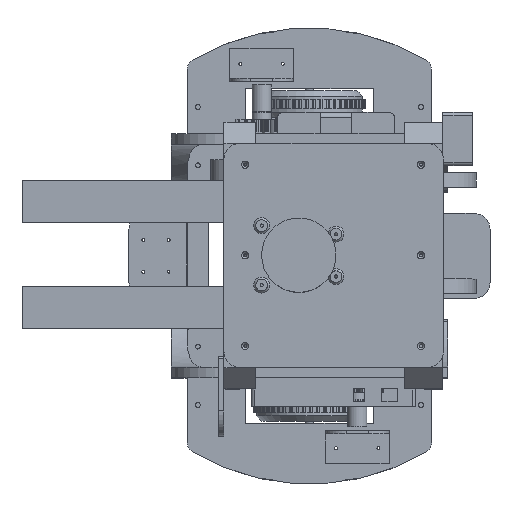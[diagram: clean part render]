
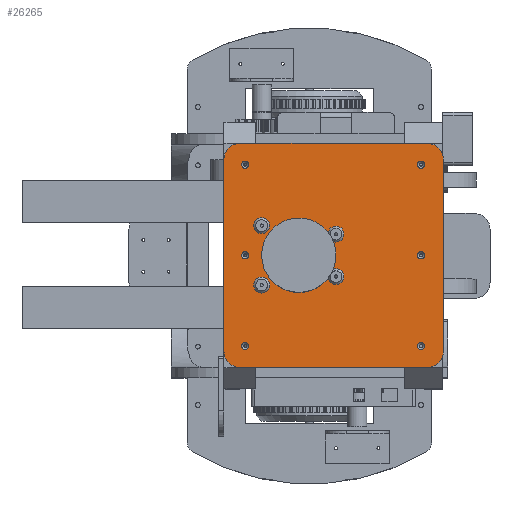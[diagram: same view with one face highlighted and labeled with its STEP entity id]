
A CAD part, top view. The second image highlights one B-rep face of the part: STEP entity #26265.
In plain terms, the highlighted planar face has unit normal (0, 0, 1).
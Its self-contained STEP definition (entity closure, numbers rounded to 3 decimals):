
#589=FACE_BOUND('',#4079,.T.);
#590=FACE_BOUND('',#4080,.T.);
#591=FACE_BOUND('',#4081,.T.);
#592=FACE_BOUND('',#4082,.T.);
#593=FACE_BOUND('',#4083,.T.);
#594=FACE_BOUND('',#4084,.T.);
#595=FACE_BOUND('',#4085,.T.);
#596=FACE_BOUND('',#4086,.T.);
#597=FACE_BOUND('',#4087,.T.);
#598=FACE_BOUND('',#4088,.T.);
#1244=PLANE('',#28719);
#2528=FACE_OUTER_BOUND('',#4078,.T.);
#4078=EDGE_LOOP('',(#23495,#23496,#23497,#23498,#23499,#23500,#23501,#23502));
#4079=EDGE_LOOP('',(#23503));
#4080=EDGE_LOOP('',(#23504));
#4081=EDGE_LOOP('',(#23505));
#4082=EDGE_LOOP('',(#23506));
#4083=EDGE_LOOP('',(#23507));
#4084=EDGE_LOOP('',(#23508));
#4085=EDGE_LOOP('',(#23509));
#4086=EDGE_LOOP('',(#23510));
#4087=EDGE_LOOP('',(#23511));
#4088=EDGE_LOOP('',(#23512));
#6411=LINE('',#49272,#8746);
#6414=LINE('',#49278,#8749);
#6415=LINE('',#49282,#8750);
#6416=LINE('',#49286,#8751);
#8746=VECTOR('',#35558,10.);
#8749=VECTOR('',#35563,10.);
#8750=VECTOR('',#35566,10.);
#8751=VECTOR('',#35569,10.);
#10125=CIRCLE('',#28683,7.5);
#10129=CIRCLE('',#28690,7.5);
#10133=CIRCLE('',#28697,7.5);
#10137=CIRCLE('',#28704,7.5);
#10143=CIRCLE('',#28716,15.);
#10145=CIRCLE('',#28720,15.);
#10146=CIRCLE('',#28721,15.);
#10147=CIRCLE('',#28722,15.);
#10148=CIRCLE('',#28723,3.4);
#10149=CIRCLE('',#28724,3.4);
#10150=CIRCLE('',#28725,3.4);
#10151=CIRCLE('',#28726,3.4);
#10152=CIRCLE('',#28727,3.4);
#10153=CIRCLE('',#28728,3.4);
#12556=VERTEX_POINT('',#49200);
#12560=VERTEX_POINT('',#49213);
#12564=VERTEX_POINT('',#49226);
#12568=VERTEX_POINT('',#49239);
#12574=VERTEX_POINT('',#49262);
#12575=VERTEX_POINT('',#49263);
#12578=VERTEX_POINT('',#49271);
#12580=VERTEX_POINT('',#49277);
#12581=VERTEX_POINT('',#49279);
#12582=VERTEX_POINT('',#49281);
#12583=VERTEX_POINT('',#49283);
#12584=VERTEX_POINT('',#49285);
#12585=VERTEX_POINT('',#49288);
#12586=VERTEX_POINT('',#49290);
#12587=VERTEX_POINT('',#49292);
#12588=VERTEX_POINT('',#49294);
#12589=VERTEX_POINT('',#49296);
#12590=VERTEX_POINT('',#49298);
#16233=EDGE_CURVE('',#12556,#12556,#10125,.T.);
#16239=EDGE_CURVE('',#12560,#12560,#10129,.T.);
#16245=EDGE_CURVE('',#12564,#12564,#10133,.T.);
#16251=EDGE_CURVE('',#12568,#12568,#10137,.T.);
#16261=EDGE_CURVE('',#12574,#12575,#10143,.T.);
#16265=EDGE_CURVE('',#12578,#12575,#6411,.F.);
#16268=EDGE_CURVE('',#12574,#12580,#6414,.T.);
#16269=EDGE_CURVE('',#12581,#12580,#10145,.T.);
#16270=EDGE_CURVE('',#12581,#12582,#6415,.T.);
#16271=EDGE_CURVE('',#12583,#12582,#10146,.T.);
#16272=EDGE_CURVE('',#12583,#12584,#6416,.T.);
#16273=EDGE_CURVE('',#12578,#12584,#10147,.T.);
#16274=EDGE_CURVE('',#12585,#12585,#10148,.T.);
#16275=EDGE_CURVE('',#12586,#12586,#10149,.T.);
#16276=EDGE_CURVE('',#12587,#12587,#10150,.T.);
#16277=EDGE_CURVE('',#12588,#12588,#10151,.T.);
#16278=EDGE_CURVE('',#12589,#12589,#10152,.T.);
#16279=EDGE_CURVE('',#12590,#12590,#10153,.T.);
#23495=ORIENTED_EDGE('',*,*,#16261,.F.);
#23496=ORIENTED_EDGE('',*,*,#16268,.T.);
#23497=ORIENTED_EDGE('',*,*,#16269,.F.);
#23498=ORIENTED_EDGE('',*,*,#16270,.T.);
#23499=ORIENTED_EDGE('',*,*,#16271,.F.);
#23500=ORIENTED_EDGE('',*,*,#16272,.T.);
#23501=ORIENTED_EDGE('',*,*,#16273,.F.);
#23502=ORIENTED_EDGE('',*,*,#16265,.T.);
#23503=ORIENTED_EDGE('',*,*,#16251,.T.);
#23504=ORIENTED_EDGE('',*,*,#16245,.T.);
#23505=ORIENTED_EDGE('',*,*,#16233,.T.);
#23506=ORIENTED_EDGE('',*,*,#16239,.T.);
#23507=ORIENTED_EDGE('',*,*,#16274,.F.);
#23508=ORIENTED_EDGE('',*,*,#16275,.F.);
#23509=ORIENTED_EDGE('',*,*,#16276,.F.);
#23510=ORIENTED_EDGE('',*,*,#16277,.F.);
#23511=ORIENTED_EDGE('',*,*,#16278,.F.);
#23512=ORIENTED_EDGE('',*,*,#16279,.F.);
#26265=ADVANCED_FACE('',(#2528,#589,#590,#591,#592,#593,#594,#595,#596,
#597,#598),#1244,.T.);
#28683=AXIS2_PLACEMENT_3D('',#49202,#35474,#35475);
#28690=AXIS2_PLACEMENT_3D('',#49215,#35490,#35491);
#28697=AXIS2_PLACEMENT_3D('',#49228,#35506,#35507);
#28704=AXIS2_PLACEMENT_3D('',#49241,#35522,#35523);
#28716=AXIS2_PLACEMENT_3D('',#49264,#35550,#35551);
#28719=AXIS2_PLACEMENT_3D('',#49276,#35561,#35562);
#28720=AXIS2_PLACEMENT_3D('',#49280,#35564,#35565);
#28721=AXIS2_PLACEMENT_3D('',#49284,#35567,#35568);
#28722=AXIS2_PLACEMENT_3D('',#49287,#35570,#35571);
#28723=AXIS2_PLACEMENT_3D('',#49289,#35572,#35573);
#28724=AXIS2_PLACEMENT_3D('',#49291,#35574,#35575);
#28725=AXIS2_PLACEMENT_3D('',#49293,#35576,#35577);
#28726=AXIS2_PLACEMENT_3D('',#49295,#35578,#35579);
#28727=AXIS2_PLACEMENT_3D('',#49297,#35580,#35581);
#28728=AXIS2_PLACEMENT_3D('',#49299,#35582,#35583);
#35474=DIRECTION('center_axis',(0.,0.,-1.));
#35475=DIRECTION('ref_axis',(-1.,0.,0.));
#35490=DIRECTION('center_axis',(0.,0.,-1.));
#35491=DIRECTION('ref_axis',(-1.,0.,0.));
#35506=DIRECTION('center_axis',(0.,0.,-1.));
#35507=DIRECTION('ref_axis',(-1.,0.,0.));
#35522=DIRECTION('center_axis',(0.,0.,-1.));
#35523=DIRECTION('ref_axis',(-1.,0.,0.));
#35550=DIRECTION('center_axis',(0.,0.,-1.));
#35551=DIRECTION('ref_axis',(0.707,0.707,0.));
#35558=DIRECTION('',(0.,-1.,0.));
#35561=DIRECTION('center_axis',(0.,0.,1.));
#35562=DIRECTION('ref_axis',(1.,0.,0.));
#35563=DIRECTION('',(-1.,0.,0.));
#35564=DIRECTION('center_axis',(0.,0.,-1.));
#35565=DIRECTION('ref_axis',(-0.707,0.707,0.));
#35566=DIRECTION('',(0.,-1.,0.));
#35567=DIRECTION('center_axis',(0.,0.,-1.));
#35568=DIRECTION('ref_axis',(-0.707,-0.707,0.));
#35569=DIRECTION('',(1.,0.,0.));
#35570=DIRECTION('center_axis',(0.,0.,-1.));
#35571=DIRECTION('ref_axis',(0.707,-0.707,0.));
#35572=DIRECTION('center_axis',(0.,0.,1.));
#35573=DIRECTION('ref_axis',(-1.,0.,0.));
#35574=DIRECTION('center_axis',(0.,0.,1.));
#35575=DIRECTION('ref_axis',(-1.,0.,0.));
#35576=DIRECTION('center_axis',(0.,0.,1.));
#35577=DIRECTION('ref_axis',(-1.,0.,0.));
#35578=DIRECTION('center_axis',(0.,0.,1.));
#35579=DIRECTION('ref_axis',(-1.,0.,0.));
#35580=DIRECTION('center_axis',(0.,0.,1.));
#35581=DIRECTION('ref_axis',(-1.,0.,0.));
#35582=DIRECTION('center_axis',(0.,0.,1.));
#35583=DIRECTION('ref_axis',(-1.,0.,0.));
#49200=CARTESIAN_POINT('',(-12.5,65.443,281.033));
#49202=CARTESIAN_POINT('Origin',(-20.,65.443,281.033));
#49213=CARTESIAN_POINT('',(-12.5,105.443,281.033));
#49215=CARTESIAN_POINT('Origin',(-20.,105.443,281.033));
#49226=CARTESIAN_POINT('',(-82.5,113.443,281.033));
#49228=CARTESIAN_POINT('Origin',(-90.,113.443,281.033));
#49239=CARTESIAN_POINT('',(-82.5,57.443,281.033));
#49241=CARTESIAN_POINT('Origin',(-90.,57.443,281.033));
#49262=CARTESIAN_POINT('',(66.,190.786,281.033));
#49263=CARTESIAN_POINT('',(81.,175.786,281.033));
#49264=CARTESIAN_POINT('Origin',(66.,175.786,281.033));
#49271=CARTESIAN_POINT('',(81.,-5.,281.033));
#49272=CARTESIAN_POINT('',(81.,32.697,281.033));
#49276=CARTESIAN_POINT('Origin',(-22.753,85.393,281.033));
#49277=CARTESIAN_POINT('',(-110.506,190.786,281.033));
#49278=CARTESIAN_POINT('',(-125.506,190.786,281.033));
#49279=CARTESIAN_POINT('',(-125.506,175.786,281.033));
#49280=CARTESIAN_POINT('Origin',(-110.506,175.786,281.033));
#49281=CARTESIAN_POINT('',(-125.506,-5.,281.033));
#49282=CARTESIAN_POINT('',(-125.506,-20.,281.033));
#49283=CARTESIAN_POINT('',(-110.506,-20.,281.033));
#49284=CARTESIAN_POINT('Origin',(-110.506,-5.,281.033));
#49285=CARTESIAN_POINT('',(66.,-20.,281.033));
#49286=CARTESIAN_POINT('',(80.,-20.,281.033));
#49287=CARTESIAN_POINT('Origin',(66.,-5.,281.033));
#49288=CARTESIAN_POINT('',(63.4,85.393,281.033));
#49289=CARTESIAN_POINT('Origin',(60.,85.393,281.033));
#49290=CARTESIAN_POINT('',(-102.106,0.,281.033));
#49291=CARTESIAN_POINT('Origin',(-105.506,0.,281.033));
#49292=CARTESIAN_POINT('',(-102.106,170.786,281.033));
#49293=CARTESIAN_POINT('Origin',(-105.506,170.786,281.033));
#49294=CARTESIAN_POINT('',(-102.106,85.393,281.033));
#49295=CARTESIAN_POINT('Origin',(-105.506,85.393,281.033));
#49296=CARTESIAN_POINT('',(63.4,0.,281.033));
#49297=CARTESIAN_POINT('Origin',(60.,0.,281.033));
#49298=CARTESIAN_POINT('',(63.4,170.786,281.033));
#49299=CARTESIAN_POINT('Origin',(60.,170.786,281.033));
